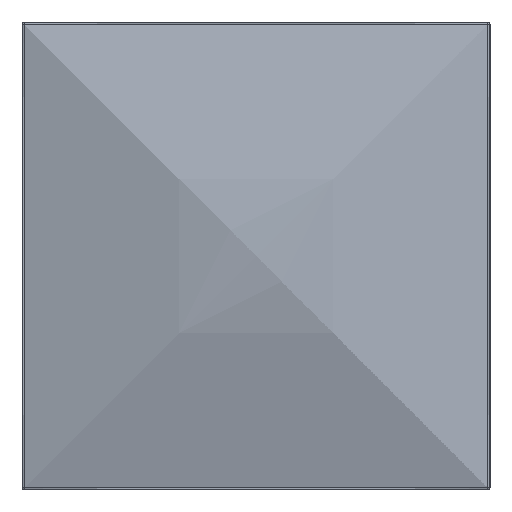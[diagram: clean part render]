
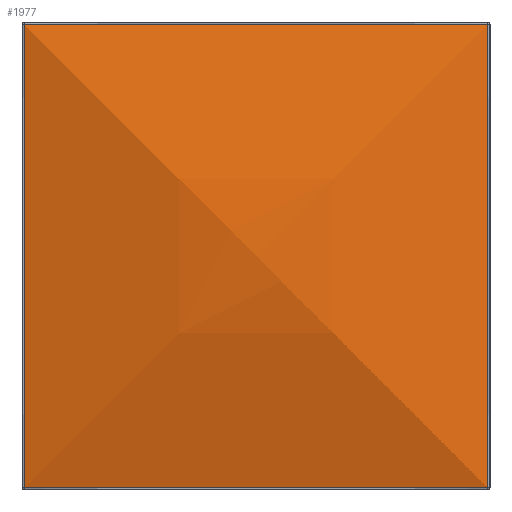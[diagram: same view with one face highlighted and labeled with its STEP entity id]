
A CAD part, left-side view. The second image highlights one B-rep face of the part: STEP entity #1977.
In plain terms, the highlighted free-form (B-spline) face has degree [3, 3] with [4, 4] control points.
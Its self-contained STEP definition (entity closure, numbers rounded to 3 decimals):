
#1 = CARTESIAN_POINT ( 'NONE',  ( -2.503, -0.275, 2.504 ) ) ;
#15 = CARTESIAN_POINT ( 'NONE',  ( -2.503, -1.254, 1.25 ) ) ;
#35 = CARTESIAN_POINT ( 'NONE',  ( -2.502, -1.252, 0.284 ) ) ;
#48 = CARTESIAN_POINT ( 'NONE',  ( -2.501, 1.251, 2.358 ) ) ;
#64 = CARTESIAN_POINT ( 'NONE',  ( -2.927, -0.421, 0.829 ) ) ;
#100 = CARTESIAN_POINT ( 'NONE',  ( -2.5, -1.263, 2.513 ) ) ;
#105 = CARTESIAN_POINT ( 'NONE',  ( -2.503, -0.549, 2.504 ) ) ;
#110 = CARTESIAN_POINT ( 'NONE',  ( -2.5, -0.421, 2.513 ) ) ;
#129 = B_SPLINE_CURVE_WITH_KNOTS ( 'NONE', 3,
 ( #1360, #789, #1884, #814, #105, #1, #159, #2057, #985, #633, #1337, #993, #1401 ),
 .UNSPECIFIED., .F., .F.,
 ( 4, 3, 3, 3, 4 ),
 ( 0., 0., 0.001, 0.002, 0.003 ),
 .UNSPECIFIED. ) ;
#130 = CARTESIAN_POINT ( 'NONE',  ( -2.5, -1.25, 0. ) ) ;
#148 = VERTEX_POINT ( 'NONE', #1616 ) ;
#149 = CARTESIAN_POINT ( 'NONE',  ( -2.503, -0.275, -0.004 ) ) ;
#159 = CARTESIAN_POINT ( 'NONE',  ( -2.503, 0., 2.504 ) ) ;
#161 = CARTESIAN_POINT ( 'NONE',  ( -2.5, -1.25, 0. ) ) ;
#171 = CARTESIAN_POINT ( 'NONE',  ( -2.503, 0.275, -0.004 ) ) ;
#224 = CARTESIAN_POINT ( 'NONE',  ( -2.502, 1.253, 0.426 ) ) ;
#228 = CARTESIAN_POINT ( 'NONE',  ( -2.503, -1.254, 1.525 ) ) ;
#236 = CARTESIAN_POINT ( 'NONE',  ( -2.502, 1.252, 2.216 ) ) ;
#246 = CARTESIAN_POINT ( 'NONE',  ( -2.501, 1.251, 0.142 ) ) ;
#248 = CARTESIAN_POINT ( 'NONE',  ( -2.5, -1.263, 1.671 ) ) ;
#268 = VERTEX_POINT ( 'NONE', #161 ) ;
#276 = CARTESIAN_POINT ( 'NONE',  ( -2.5, 1.262, -0.012 ) ) ;
#305 = CARTESIAN_POINT ( 'NONE',  ( -2.502, -0.824, -0.003 ) ) ;
#320 = EDGE_CURVE ( 'NONE', #148, #268, #1551, .T. ) ;
#367 = CARTESIAN_POINT ( 'NONE',  ( -2.501, -1.251, 0.142 ) ) ;
#411 = CARTESIAN_POINT ( 'NONE',  ( -2.503, 1.254, 1.525 ) ) ;
#491 = ORIENTED_EDGE ( 'NONE', *, *, #1561, .T. ) ;
#505 = B_SPLINE_CURVE_WITH_KNOTS ( 'NONE', 3,
 ( #548, #367, #35, #1430, #884, #1609, #15, #228, #2143, #1074, #1452, #1621, #1641 ),
 .UNSPECIFIED., .F., .F.,
 ( 4, 3, 3, 3, 4 ),
 ( 0., 0., 0.001, 0.002, 0.003 ),
 .UNSPECIFIED. ) ;
#548 = CARTESIAN_POINT ( 'NONE',  ( -2.5, -1.25, 0. ) ) ;
#615 = CARTESIAN_POINT ( 'NONE',  ( -2.5, -1.263, -0.013 ) ) ;
#633 = CARTESIAN_POINT ( 'NONE',  ( -2.502, 0.824, 2.503 ) ) ;
#638 = CARTESIAN_POINT ( 'NONE',  ( -2.927, 0.421, 0.829 ) ) ;
#700 = ORIENTED_EDGE ( 'NONE', *, *, #320, .T. ) ;
#772 = CARTESIAN_POINT ( 'NONE',  ( -2.5, -0.421, -0.012 ) ) ;
#779 = CARTESIAN_POINT ( 'NONE',  ( -2.503, 1.254, 0.975 ) ) ;
#789 = CARTESIAN_POINT ( 'NONE',  ( -2.501, -1.108, 2.501 ) ) ;
#814 = CARTESIAN_POINT ( 'NONE',  ( -2.502, -0.824, 2.503 ) ) ;
#844 = CARTESIAN_POINT ( 'NONE',  ( -2.502, -0.966, -0.002 ) ) ;
#884 = CARTESIAN_POINT ( 'NONE',  ( -2.503, -1.254, 0.701 ) ) ;
#927 = CARTESIAN_POINT ( 'NONE',  ( -2.502, 1.252, 0.284 ) ) ;
#946 = EDGE_CURVE ( 'NONE', #1941, #148, #1120, .T. ) ;
#985 = CARTESIAN_POINT ( 'NONE',  ( -2.503, 0.549, 2.504 ) ) ;
#989 = CARTESIAN_POINT ( 'NONE',  ( -2.5, 1.262, 2.513 ) ) ;
#993 = CARTESIAN_POINT ( 'NONE',  ( -2.501, 1.108, 2.501 ) ) ;
#1004 = CARTESIAN_POINT ( 'NONE',  ( -2.501, -1.108, -0.001 ) ) ;
#1024 = CARTESIAN_POINT ( 'NONE',  ( -2.501, 1.108, -0.001 ) ) ;
#1053 = CARTESIAN_POINT ( 'NONE',  ( -2.5, 1.25, 0. ) ) ;
#1074 = CARTESIAN_POINT ( 'NONE',  ( -2.502, -1.253, 2.074 ) ) ;
#1106 = EDGE_LOOP ( 'NONE', ( #1937, #700, #491, #1953 ) ) ;
#1120 = B_SPLINE_CURVE_WITH_KNOTS ( 'NONE', 3,
 ( #1482, #48, #236, #2204, #1819, #411, #1843, #779, #1509, #224, #927, #246, #1471 ),
 .UNSPECIFIED., .F., .F.,
 ( 4, 3, 3, 3, 4 ),
 ( 0., 0., 0.001, 0.002, 0.003 ),
 .UNSPECIFIED. ) ;
#1337 = CARTESIAN_POINT ( 'NONE',  ( -2.502, 0.966, 2.502 ) ) ;
#1353 = CARTESIAN_POINT ( 'NONE',  ( -2.5, 0.421, -0.012 ) ) ;
#1360 = CARTESIAN_POINT ( 'NONE',  ( -2.5, -1.25, 2.5 ) ) ;
#1383 = EDGE_CURVE ( 'NONE', #1683, #1941, #129, .T. ) ;
#1401 = CARTESIAN_POINT ( 'NONE',  ( -2.5, 1.25, 2.5 ) ) ;
#1430 = CARTESIAN_POINT ( 'NONE',  ( -2.502, -1.253, 0.426 ) ) ;
#1444 = B_SPLINE_SURFACE_WITH_KNOTS ( 'NONE', 3, 3, ( 
 ( #276, #1353, #772, #615 ),
 ( #1879, #638, #64, #2041 ),
 ( #1697, #1847, #2051, #248 ),
 ( #989, #2198, #110, #100 ) ),
 .UNSPECIFIED., .F., .F., .F.,
 ( 4, 4 ),
 ( 4, 4 ),
 ( 0., 1. ),
 ( 0., 1. ),
 .UNSPECIFIED. ) ;
#1452 = CARTESIAN_POINT ( 'NONE',  ( -2.502, -1.252, 2.216 ) ) ;
#1471 = CARTESIAN_POINT ( 'NONE',  ( -2.5, 1.25, 0. ) ) ;
#1482 = CARTESIAN_POINT ( 'NONE',  ( -2.5, 1.25, 2.5 ) ) ;
#1509 = CARTESIAN_POINT ( 'NONE',  ( -2.503, 1.254, 0.701 ) ) ;
#1531 = CARTESIAN_POINT ( 'NONE',  ( -2.5, 1.25, 2.5 ) ) ;
#1551 = B_SPLINE_CURVE_WITH_KNOTS ( 'NONE', 3,
 ( #1053, #1024, #1747, #1767, #1727, #171, #1754, #149, #1894, #305, #844, #1004, #130 ),
 .UNSPECIFIED., .F., .F.,
 ( 4, 3, 3, 3, 4 ),
 ( 0., 0., 0.001, 0.002, 0.003 ),
 .UNSPECIFIED. ) ;
#1561 = EDGE_CURVE ( 'NONE', #268, #1683, #505, .T. ) ;
#1609 = CARTESIAN_POINT ( 'NONE',  ( -2.503, -1.254, 0.975 ) ) ;
#1616 = CARTESIAN_POINT ( 'NONE',  ( -2.5, 1.25, 0. ) ) ;
#1621 = CARTESIAN_POINT ( 'NONE',  ( -2.501, -1.251, 2.358 ) ) ;
#1641 = CARTESIAN_POINT ( 'NONE',  ( -2.5, -1.25, 2.5 ) ) ;
#1683 = VERTEX_POINT ( 'NONE', #2081 ) ;
#1697 = CARTESIAN_POINT ( 'NONE',  ( -2.5, 1.262, 1.671 ) ) ;
#1708 = FACE_OUTER_BOUND ( 'NONE', #1106, .T. ) ;
#1727 = CARTESIAN_POINT ( 'NONE',  ( -2.503, 0.549, -0.004 ) ) ;
#1747 = CARTESIAN_POINT ( 'NONE',  ( -2.502, 0.966, -0.002 ) ) ;
#1754 = CARTESIAN_POINT ( 'NONE',  ( -2.503, 0., -0.004 ) ) ;
#1767 = CARTESIAN_POINT ( 'NONE',  ( -2.502, 0.824, -0.003 ) ) ;
#1819 = CARTESIAN_POINT ( 'NONE',  ( -2.503, 1.254, 1.799 ) ) ;
#1843 = CARTESIAN_POINT ( 'NONE',  ( -2.503, 1.254, 1.25 ) ) ;
#1847 = CARTESIAN_POINT ( 'NONE',  ( -2.927, 0.421, 1.671 ) ) ;
#1879 = CARTESIAN_POINT ( 'NONE',  ( -2.5, 1.262, 0.829 ) ) ;
#1884 = CARTESIAN_POINT ( 'NONE',  ( -2.502, -0.966, 2.502 ) ) ;
#1894 = CARTESIAN_POINT ( 'NONE',  ( -2.503, -0.549, -0.004 ) ) ;
#1937 = ORIENTED_EDGE ( 'NONE', *, *, #946, .T. ) ;
#1941 = VERTEX_POINT ( 'NONE', #1531 ) ;
#1953 = ORIENTED_EDGE ( 'NONE', *, *, #1383, .T. ) ;
#1977 = ADVANCED_FACE ( 'NONE', ( #1708 ), #1444, .F. ) ;
#2041 = CARTESIAN_POINT ( 'NONE',  ( -2.5, -1.263, 0.829 ) ) ;
#2051 = CARTESIAN_POINT ( 'NONE',  ( -2.927, -0.421, 1.671 ) ) ;
#2057 = CARTESIAN_POINT ( 'NONE',  ( -2.503, 0.275, 2.504 ) ) ;
#2081 = CARTESIAN_POINT ( 'NONE',  ( -2.5, -1.25, 2.5 ) ) ;
#2143 = CARTESIAN_POINT ( 'NONE',  ( -2.503, -1.254, 1.799 ) ) ;
#2198 = CARTESIAN_POINT ( 'NONE',  ( -2.5, 0.421, 2.513 ) ) ;
#2204 = CARTESIAN_POINT ( 'NONE',  ( -2.502, 1.253, 2.074 ) ) ;
